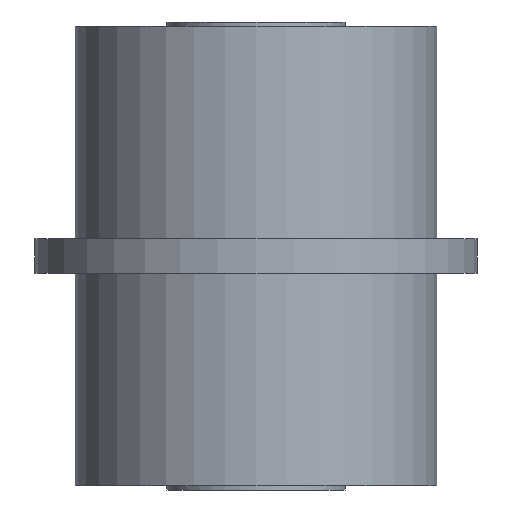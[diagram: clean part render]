
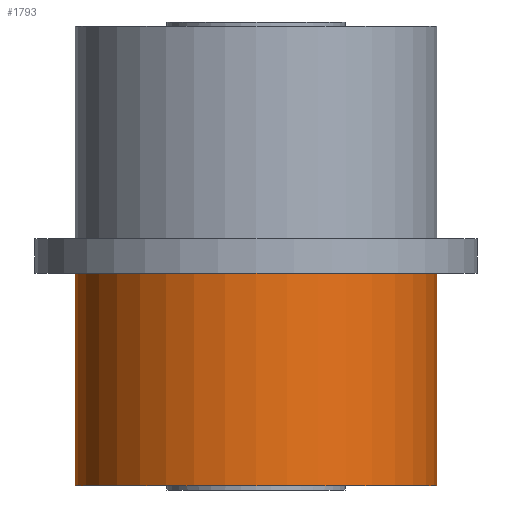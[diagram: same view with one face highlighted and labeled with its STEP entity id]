
A CAD part, front view. The second image highlights one B-rep face of the part: STEP entity #1793.
In plain terms, the highlighted cylindrical face has radius 21.25 mm (diameter 42.5 mm), a partial arc.
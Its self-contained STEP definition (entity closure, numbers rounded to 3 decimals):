
#5 = VECTOR ( 'NONE', #1589, 1000. ) ;
#61 = EDGE_CURVE ( 'NONE', #985, #1768, #1739, .T. ) ;
#136 = DIRECTION ( 'NONE',  ( 0., 0., 1. ) ) ;
#160 = CARTESIAN_POINT ( 'NONE',  ( 0., 0., -27. ) ) ;
#244 = CARTESIAN_POINT ( 'NONE',  ( 21.25, 0., -27. ) ) ;
#258 = DIRECTION ( 'NONE',  ( 1., 0., 0. ) ) ;
#291 = DIRECTION ( 'NONE',  ( 0., 0., 1. ) ) ;
#327 = DIRECTION ( 'NONE',  ( 1., 0., 0. ) ) ;
#383 = AXIS2_PLACEMENT_3D ( 'NONE', #160, #2276, #327 ) ;
#476 = FACE_OUTER_BOUND ( 'NONE', #1778, .T. ) ;
#606 = CARTESIAN_POINT ( 'NONE',  ( -21.25, 0., -2. ) ) ;
#614 = CIRCLE ( 'NONE', #1614, 21.25 ) ;
#691 = AXIS2_PLACEMENT_3D ( 'NONE', #1171, #291, #818 ) ;
#703 = LINE ( 'NONE', #2299, #1180 ) ;
#711 = VERTEX_POINT ( 'NONE', #244 ) ;
#818 = DIRECTION ( 'NONE',  ( 1., 0., 0. ) ) ;
#824 = ORIENTED_EDGE ( 'NONE', *, *, #61, .F. ) ;
#882 = CARTESIAN_POINT ( 'NONE',  ( -21.25, 0., 73.645 ) ) ;
#891 = EDGE_CURVE ( 'NONE', #985, #711, #2022, .T. ) ;
#985 = VERTEX_POINT ( 'NONE', #1911 ) ;
#1171 = CARTESIAN_POINT ( 'NONE',  ( 0., 0., 73.645 ) ) ;
#1180 = VECTOR ( 'NONE', #136, 1000. ) ;
#1197 = CARTESIAN_POINT ( 'NONE',  ( 0., 0., -2. ) ) ;
#1283 = CARTESIAN_POINT ( 'NONE',  ( 21.25, 0., -2. ) ) ;
#1304 = ORIENTED_EDGE ( 'NONE', *, *, #891, .T. ) ;
#1444 = EDGE_CURVE ( 'NONE', #1768, #1731, #614, .T. ) ;
#1518 = ORIENTED_EDGE ( 'NONE', *, *, #1444, .F. ) ;
#1553 = DIRECTION ( 'NONE',  ( 0., 0., 1. ) ) ;
#1589 = DIRECTION ( 'NONE',  ( 0., 0., 1. ) ) ;
#1614 = AXIS2_PLACEMENT_3D ( 'NONE', #1197, #1553, #258 ) ;
#1675 = CYLINDRICAL_SURFACE ( 'NONE', #691, 21.25 ) ;
#1731 = VERTEX_POINT ( 'NONE', #1283 ) ;
#1739 = LINE ( 'NONE', #882, #5 ) ;
#1768 = VERTEX_POINT ( 'NONE', #606 ) ;
#1778 = EDGE_LOOP ( 'NONE', ( #824, #1304, #1963, #1518 ) ) ;
#1793 = ADVANCED_FACE ( 'NONE', ( #476 ), #1675, .T. ) ;
#1911 = CARTESIAN_POINT ( 'NONE',  ( -21.25, 0., -27. ) ) ;
#1963 = ORIENTED_EDGE ( 'NONE', *, *, #2025, .T. ) ;
#2022 = CIRCLE ( 'NONE', #383, 21.25 ) ;
#2025 = EDGE_CURVE ( 'NONE', #711, #1731, #703, .T. ) ;
#2276 = DIRECTION ( 'NONE',  ( 0., 0., 1. ) ) ;
#2299 = CARTESIAN_POINT ( 'NONE',  ( 21.25, 0., 73.645 ) ) ;
